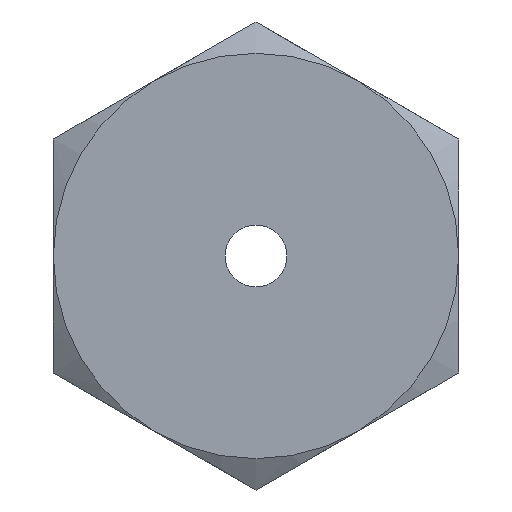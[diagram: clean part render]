
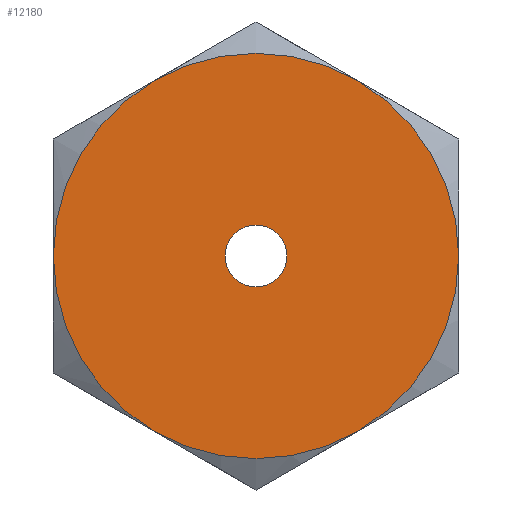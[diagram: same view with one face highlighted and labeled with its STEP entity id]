
A CAD part, left-side view. The second image highlights one B-rep face of the part: STEP entity #12180.
In plain terms, the highlighted planar face has unit normal (-1, 0, 0).
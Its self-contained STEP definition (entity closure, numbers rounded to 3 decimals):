
#5662=CARTESIAN_POINT('',(-2.8,1.75,
-3.031));
#5688=CARTESIAN_POINT('',(-2.8,3.5,
0.));
#5710=CARTESIAN_POINT('',(-2.8,1.75,3.031));
#5734=CARTESIAN_POINT('',(-2.8,-1.75,
3.031));
#5758=CARTESIAN_POINT('',(-2.8,-3.5,
0.));
#5782=CARTESIAN_POINT('',(-2.8,-1.75,
-3.031));
#5796=CARTESIAN_POINT('',(-2.8,0.,0.));
#5797=DIRECTION('',(-1.,0.,0.));
#5798=DIRECTION('',(0.,1.,0.));
#5799=AXIS2_PLACEMENT_3D('',#5796,#5797,#5798);
#5801=CARTESIAN_POINT('',(-2.8,0.,0.));
#5802=DIRECTION('',(-1.,0.,0.));
#5803=DIRECTION('',(0.,0.5,0.866));
#5804=AXIS2_PLACEMENT_3D('',#5801,#5802,#5803);
#5806=CARTESIAN_POINT('',(-2.8,0.,0.));
#5807=DIRECTION('',(-1.,0.,0.));
#5808=DIRECTION('',(0.,-0.5,0.866));
#5809=AXIS2_PLACEMENT_3D('',#5806,#5807,#5808);
#5811=CARTESIAN_POINT('',(-2.8,0.,0.));
#5812=DIRECTION('',(-1.,0.,0.));
#5813=DIRECTION('',(0.,-1.,0.));
#5814=AXIS2_PLACEMENT_3D('',#5811,#5812,#5813);
#5816=CARTESIAN_POINT('',(-2.8,0.,0.));
#5817=DIRECTION('',(-1.,0.,0.));
#5818=DIRECTION('',(0.,-0.5,-0.866));
#5819=AXIS2_PLACEMENT_3D('',#5816,#5817,#5818);
#5821=CARTESIAN_POINT('',(-2.8,0.,0.));
#5822=DIRECTION('',(-1.,0.,0.));
#5823=DIRECTION('',(0.,0.5,-0.866));
#5824=AXIS2_PLACEMENT_3D('',#5821,#5822,#5823);
#5826=CARTESIAN_POINT('',(-2.8,0.,0.));
#5827=DIRECTION('',(1.,0.,0.));
#5828=DIRECTION('',(0.,-1.,0.));
#5829=AXIS2_PLACEMENT_3D('',#5826,#5827,#5828);
#5831=CARTESIAN_POINT('',(-2.8,0.,0.));
#5832=DIRECTION('',(1.,0.,0.));
#5833=DIRECTION('',(0.,1.,0.));
#5834=AXIS2_PLACEMENT_3D('',#5831,#5832,#5833);
#6121=VERTEX_POINT('',#5662);
#6123=VERTEX_POINT('',#5688);
#6126=VERTEX_POINT('',#5710);
#6128=VERTEX_POINT('',#5734);
#6130=VERTEX_POINT('',#5758);
#6131=VERTEX_POINT('',#5782);
#6164=CARTESIAN_POINT('',(-2.8,-0.535,0.));
#6165=CARTESIAN_POINT('',(-2.8,0.535,0.));
#6166=VERTEX_POINT('',#6164);
#6167=VERTEX_POINT('',#6165);
#12158=CARTESIAN_POINT('',(-2.8,0.,0.));
#12159=DIRECTION('',(1.,0.,0.));
#12160=DIRECTION('',(0.,1.,0.));
#12161=AXIS2_PLACEMENT_3D('',#12158,#12159,#12160);
#12162=PLANE('',#12161);
#12163=ORIENTED_EDGE('',*,*,#12129,.F.);
#12165=ORIENTED_EDGE('',*,*,#12164,.F.);
#12167=ORIENTED_EDGE('',*,*,#12166,.F.);
#12169=ORIENTED_EDGE('',*,*,#12168,.F.);
#12170=ORIENTED_EDGE('',*,*,#12153,.F.);
#12171=ORIENTED_EDGE('',*,*,#12140,.F.);
#12172=EDGE_LOOP('',(#12163,#12165,#12167,#12169,#12170,#12171));
#12173=FACE_OUTER_BOUND('',#12172,.F.);
#12175=ORIENTED_EDGE('',*,*,#12174,.F.);
#12177=ORIENTED_EDGE('',*,*,#12176,.F.);
#12178=EDGE_LOOP('',(#12175,#12177));
#12179=FACE_BOUND('',#12178,.F.);
#5800=CIRCLE('',#5799,3.5);
#5805=CIRCLE('',#5804,3.5);
#5810=CIRCLE('',#5809,3.5);
#5815=CIRCLE('',#5814,3.5);
#5820=CIRCLE('',#5819,3.5);
#5825=CIRCLE('',#5824,3.5);
#5830=CIRCLE('',#5829,0.535);
#5835=CIRCLE('',#5834,0.535);
#12129=EDGE_CURVE('',#6123,#6121,#5800,.T.);
#12140=EDGE_CURVE('',#6121,#6131,#5825,.T.);
#12153=EDGE_CURVE('',#6131,#6130,#5820,.T.);
#12164=EDGE_CURVE('',#6126,#6123,#5805,.T.);
#12166=EDGE_CURVE('',#6128,#6126,#5810,.T.);
#12168=EDGE_CURVE('',#6130,#6128,#5815,.T.);
#12174=EDGE_CURVE('',#6166,#6167,#5830,.T.);
#12176=EDGE_CURVE('',#6167,#6166,#5835,.T.);
#12180=ADVANCED_FACE('',(#12173,#12179),#12162,.F.);
